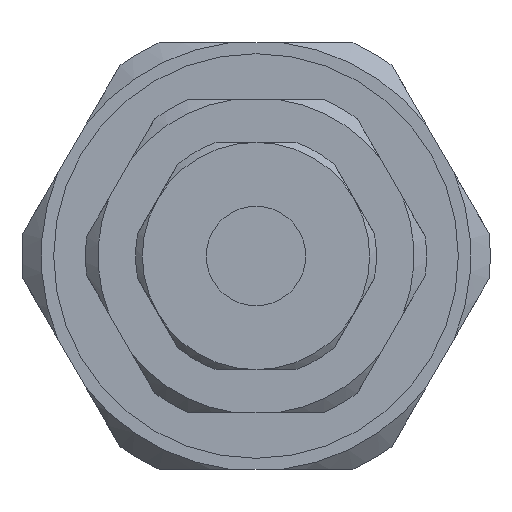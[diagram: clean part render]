
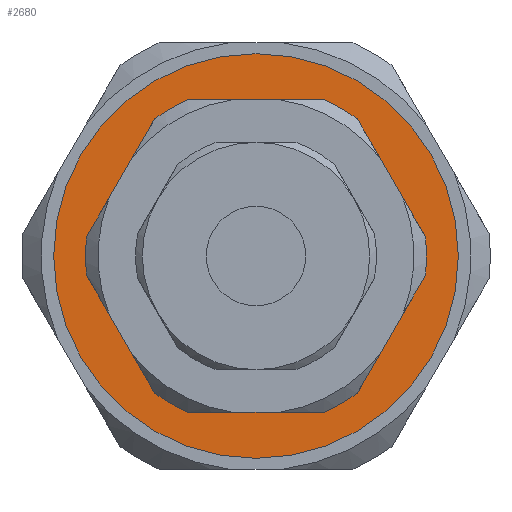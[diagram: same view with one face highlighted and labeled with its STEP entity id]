
A CAD part, left-side view. The second image highlights one B-rep face of the part: STEP entity #2680.
In plain terms, the highlighted planar face has unit normal (-1, 0, 0).
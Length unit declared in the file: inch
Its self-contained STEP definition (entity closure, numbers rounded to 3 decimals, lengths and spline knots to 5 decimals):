
#2653=CARTESIAN_POINT('',(0.005,0.,0.0));
#2654=DIRECTION('',(-1.0,0.0,0.0));
#2655=DIRECTION('',(0.0,0.0,1.0));
#2656=AXIS2_PLACEMENT_3D('',#2653,#2654,#2655);
#2657=PLANE('',#2656);
#2658=CARTESIAN_POINT('',(0.005,0.,0.89));
#2659=VERTEX_POINT('',#2658);
#2660=CARTESIAN_POINT('',(0.005,0.,0.0));
#2661=DIRECTION('',(-1.0,0.0,0.0));
#2662=DIRECTION('',(0.0,0.0,1.0));
#2663=AXIS2_PLACEMENT_3D('',#2660,#2661,#2662);
#2664=CIRCLE('',#2663,0.89);
#2665=EDGE_CURVE('',#2659,#2659,#2664,.T.);
#2666=ORIENTED_EDGE('',*,*,#2665,.T.);
#2667=EDGE_LOOP('',(#2666));
#2668=FACE_OUTER_BOUND('',#2667,.T.);
#2669=CARTESIAN_POINT('',(0.005,0.,0.6365));
#2670=VERTEX_POINT('',#2669);
#2671=CARTESIAN_POINT('',(0.005,0.,0.0));
#2672=DIRECTION('',(1.0,0.0,0.0));
#2673=DIRECTION('',(0.0,0.0,-1.0));
#2674=AXIS2_PLACEMENT_3D('',#2671,#2672,#2673);
#2675=CIRCLE('',#2674,0.6365);
#2676=EDGE_CURVE('',#2670,#2670,#2675,.T.);
#2677=ORIENTED_EDGE('',*,*,#2676,.T.);
#2678=EDGE_LOOP('',(#2677));
#2679=FACE_BOUND('',#2678,.T.);
#2680=ADVANCED_FACE('',(#2668,#2679),#2657,.T.);
